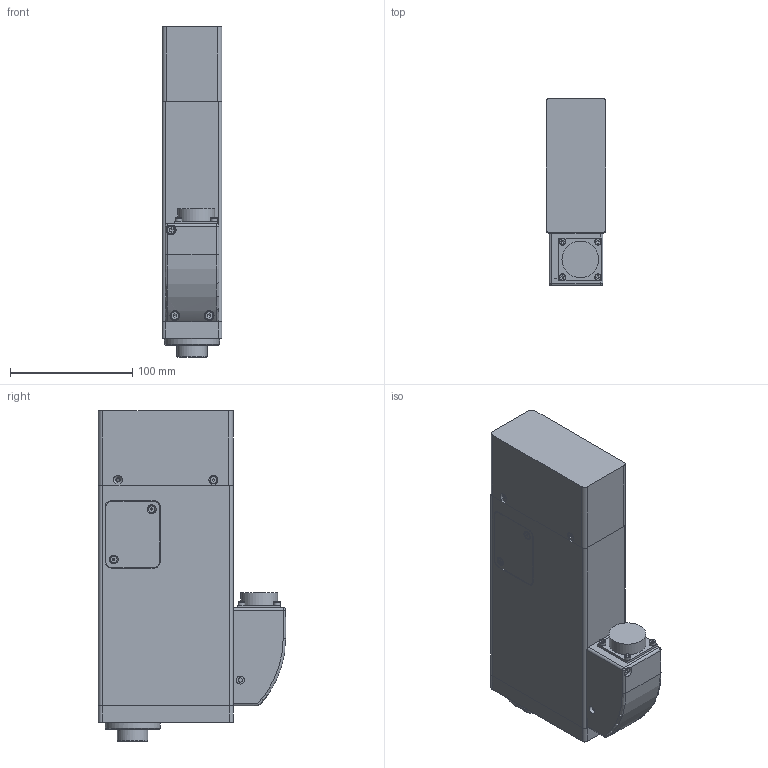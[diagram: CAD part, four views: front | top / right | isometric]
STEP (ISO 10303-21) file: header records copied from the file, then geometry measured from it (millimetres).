
FILE_DESCRIPTION(/* description */ (''),/* implementation_level */ '2;1');
FILE_NAME(/* name */ 'DPM-011H1-10F(DU-P233+C)_OUTLINE_20221027_Shrinkwrap_1.stp',/* time_stamp */ '2023-05-30T13:33:54+09:00',/* author */ ('y-mizuno'),/* organization */ (''),/* preprocessor_version */ 'ST-DEVELOPER v19.2',/* originating_system */ 'Autodesk Inventor 2023',/* authorisation */ '');
FILE_SCHEMA (('CONFIG_CONTROL_DESIGN'));
Length unit declared in the file: millimetre
Products named in the file (1): DPM-011H1-10F(DU-P233+C)_OUTLINE_20221027_Shrinkwrap_1
Bounding box: 49 x 153 x 270 mm (x, y, z)
Volume: 1470627.5 mm3; surface area: 140344.2 mm2
Topology: 3 solids, 20 shells, 683 faces, 1633 edges, 1043 vertices
Faces by surface type: plane 393, cylinder 179, cone 81, torus 26, sphere 4
Full cylindrical faces by diameter (mm): 2.459 x11, 2.693 x5, 3 x2, 3.242 x16, 3.4 x3, 3.8 x2, 4 x9, 4.134 x10, 4.5 x7, 5 x2, 5.5 x13, 6.5 x5, 7 x12, 8 x13, 16 x1, 25 x1, 26 x1, 28 x2, 29 x1, 30 x1, 32 x2, 45 x1
Entity records: 20560 total; most frequent: CARTESIAN_POINT 4153, DIRECTION 3294, ORIENTED_EDGE 3190, EDGE_CURVE 1595, AXIS2_PLACEMENT_3D 1206, VERTEX_POINT 1043, LINE 882, VECTOR 882
